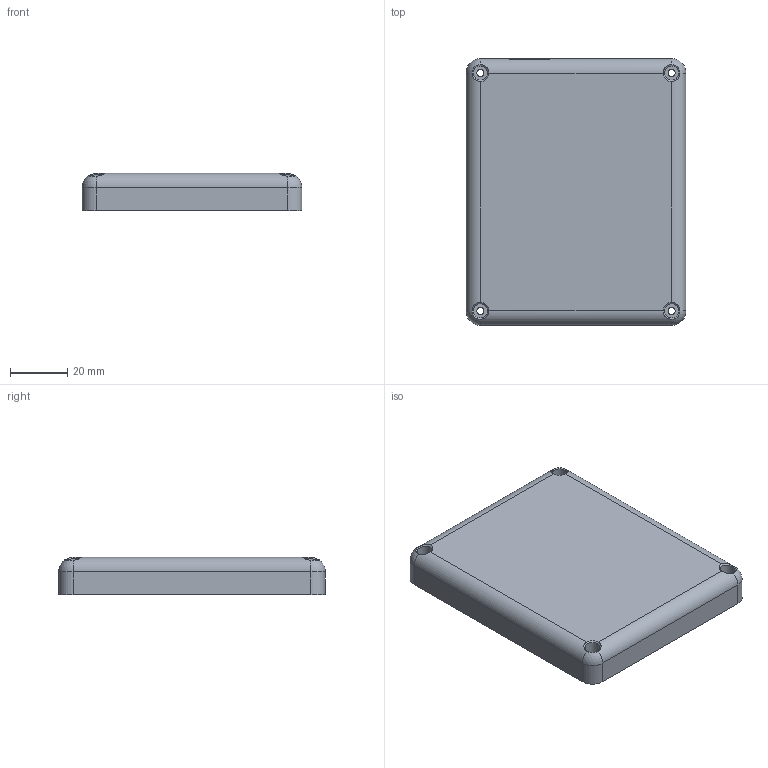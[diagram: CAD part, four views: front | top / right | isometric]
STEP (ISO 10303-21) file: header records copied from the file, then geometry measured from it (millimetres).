
FILE_DESCRIPTION(/* description */ (''),/* implementation_level */ '2;1');
FILE_NAME(/* name */ 'Top.step',/* time_stamp */ '2021-02-21T17:38:31-05:00',/* author */ (''),/* organization */ (''),/* preprocessor_version */ 'ST-DEVELOPER v18.1',/* originating_system */ 'Autodesk Translation Framework v9.7.0.1280',/* authorisation */ '');
FILE_SCHEMA (('AUTOMOTIVE_DESIGN { 1 0 10303 214 3 1 1 }'));
Length unit declared in the file: millimetre
Products named in the file (1): Top
Bounding box: 76.65 x 92.9 x 12.98 mm (x, y, z)
Volume: 20318.3 mm3; surface area: 21289.1 mm2
Topology: 1 solids, 1 shells, 160 faces, 407 edges, 253 vertices
Faces by surface type: plane 66, cylinder 42, cone 32, bspline 16, sphere 4
Full cylindrical faces by diameter (mm): 1.6 x4, 2 x2, 2.5 x4, 5 x4, 6 x2
Entity records: 5788 total; most frequent: CARTESIAN_POINT 1996, ORIENTED_EDGE 814, DIRECTION 731, EDGE_CURVE 407, AXIS2_PLACEMENT_3D 261, VERTEX_POINT 253, LINE 209, VECTOR 209
